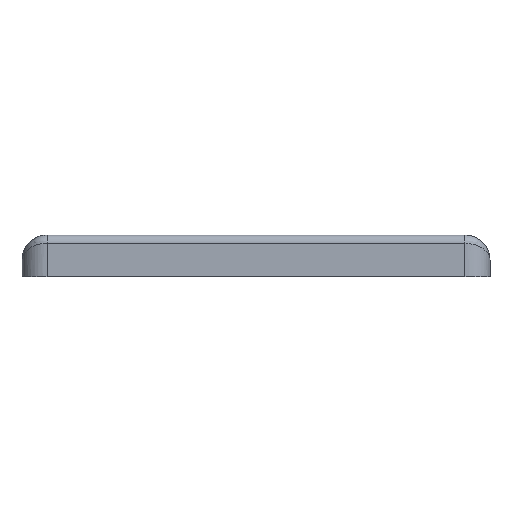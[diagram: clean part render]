
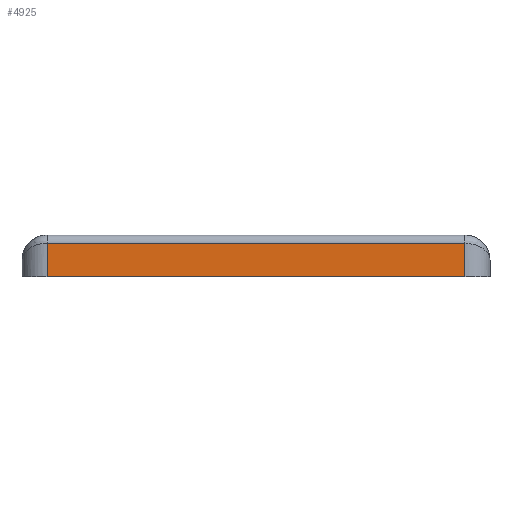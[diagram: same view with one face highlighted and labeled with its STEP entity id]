
A CAD part, front view. The second image highlights one B-rep face of the part: STEP entity #4925.
In plain terms, the highlighted planar face has unit normal (0, -1, 0).
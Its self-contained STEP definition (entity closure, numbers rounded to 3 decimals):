
#346 = CARTESIAN_POINT ( 'NONE',  ( 209.601, -162.436, 5. ) ) ;
#348 = VERTEX_POINT ( 'NONE', #2092 ) ;
#732 = CARTESIAN_POINT ( 'NONE',  ( 159.589, -162.436, 0. ) ) ;
#770 = CARTESIAN_POINT ( 'NONE',  ( 159.589, -162.436, 4. ) ) ;
#1160 = CARTESIAN_POINT ( 'NONE',  ( 156.589, -162.436, 5. ) ) ;
#1165 = AXIS2_PLACEMENT_3D ( 'NONE', #1160, #7966, #7131 ) ;
#1330 = ORIENTED_EDGE ( 'NONE', *, *, #9401, .T. ) ;
#1579 = VECTOR ( 'NONE', #8742, 1000. ) ;
#1994 = PLANE ( 'NONE',  #1165 ) ;
#2092 = CARTESIAN_POINT ( 'NONE',  ( 209.601, -162.436, 4. ) ) ;
#2268 = DIRECTION ( 'NONE',  ( 1., 0., 0. ) ) ;
#2383 = CARTESIAN_POINT ( 'NONE',  ( 159.589, -162.436, 4. ) ) ;
#2731 = ORIENTED_EDGE ( 'NONE', *, *, #8473, .T. ) ;
#3228 = CARTESIAN_POINT ( 'NONE',  ( 209.601, -162.436, 0. ) ) ;
#3677 = VERTEX_POINT ( 'NONE', #3228 ) ;
#3686 = VERTEX_POINT ( 'NONE', #770 ) ;
#3803 = EDGE_CURVE ( 'NONE', #3686, #5424, #6450, .T. ) ;
#3986 = VECTOR ( 'NONE', #2268, 1000. ) ;
#4580 = DIRECTION ( 'NONE',  ( 0., 0., 1. ) ) ;
#4772 = CARTESIAN_POINT ( 'NONE',  ( 159.589, -162.436, 5. ) ) ;
#4925 = ADVANCED_FACE ( 'NONE', ( #9632 ), #1994, .F. ) ;
#5105 = LINE ( 'NONE', #2383, #9852 ) ;
#5354 = LINE ( 'NONE', #346, #7674 ) ;
#5424 = VERTEX_POINT ( 'NONE', #732 ) ;
#6450 = LINE ( 'NONE', #4772, #1579 ) ;
#7131 = DIRECTION ( 'NONE',  ( 0., 0., 1. ) ) ;
#7239 = CARTESIAN_POINT ( 'NONE',  ( 156.589, -162.436, 0. ) ) ;
#7674 = VECTOR ( 'NONE', #4580, 1000. ) ;
#7966 = DIRECTION ( 'NONE',  ( 0., 1., 0. ) ) ;
#8457 = DIRECTION ( 'NONE',  ( -1., 0., 0. ) ) ;
#8473 = EDGE_CURVE ( 'NONE', #3677, #348, #5354, .T. ) ;
#8742 = DIRECTION ( 'NONE',  ( 0., 0., -1. ) ) ;
#9074 = LINE ( 'NONE', #7239, #3986 ) ;
#9401 = EDGE_CURVE ( 'NONE', #348, #3686, #5105, .T. ) ;
#9632 = FACE_OUTER_BOUND ( 'NONE', #10717, .T. ) ;
#9852 = VECTOR ( 'NONE', #8457, 1000. ) ;
#10059 = ORIENTED_EDGE ( 'NONE', *, *, #3803, .T. ) ;
#10173 = ORIENTED_EDGE ( 'NONE', *, *, #10970, .T. ) ;
#10717 = EDGE_LOOP ( 'NONE', ( #2731, #1330, #10059, #10173 ) ) ;
#10970 = EDGE_CURVE ( 'NONE', #5424, #3677, #9074, .T. ) ;
